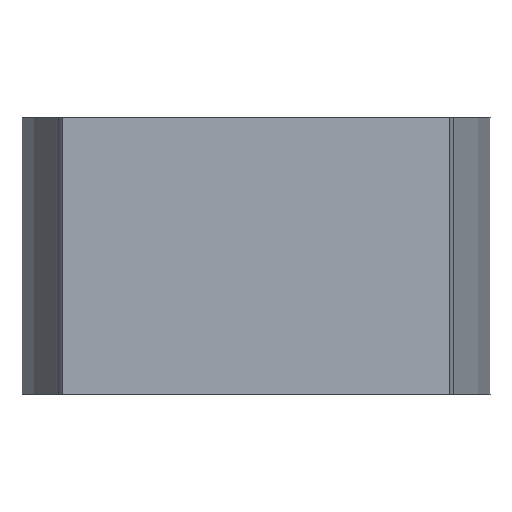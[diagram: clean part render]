
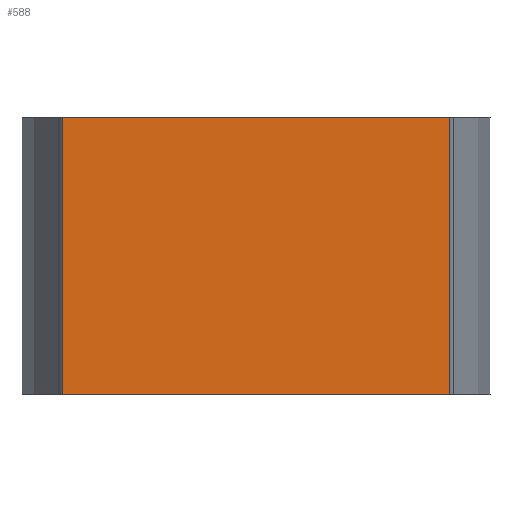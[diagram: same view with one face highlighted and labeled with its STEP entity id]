
A CAD part, left-side view. The second image highlights one B-rep face of the part: STEP entity #588.
In plain terms, the highlighted planar face has unit normal (-1, 0, 0).
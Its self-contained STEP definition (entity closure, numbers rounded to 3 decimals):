
#3 = EDGE_CURVE ( 'NONE', #645, #844, #643, .T. ) ;
#72 = PLANE ( 'NONE',  #510 ) ;
#106 = LINE ( 'NONE', #189, #567 ) ;
#189 = CARTESIAN_POINT ( 'NONE',  ( -6.75, -3., 4.3 ) ) ;
#233 = VERTEX_POINT ( 'NONE', #811 ) ;
#245 = ORIENTED_EDGE ( 'NONE', *, *, #3, .T. ) ;
#284 = EDGE_CURVE ( 'NONE', #916, #844, #106, .T. ) ;
#295 = DIRECTION ( 'NONE',  ( 1., 0., 0. ) ) ;
#301 = DIRECTION ( 'NONE',  ( 0., 0., -1. ) ) ;
#317 = ORIENTED_EDGE ( 'NONE', *, *, #360, .F. ) ;
#343 = VECTOR ( 'NONE', #547, 1000. ) ;
#350 = EDGE_LOOP ( 'NONE', ( #245, #377, #317, #611 ) ) ;
#360 = EDGE_CURVE ( 'NONE', #233, #916, #481, .T. ) ;
#377 = ORIENTED_EDGE ( 'NONE', *, *, #284, .F. ) ;
#383 = CARTESIAN_POINT ( 'NONE',  ( -6.75, 3., 4.3 ) ) ;
#433 = DIRECTION ( 'NONE',  ( 0., -1., 0. ) ) ;
#462 = CARTESIAN_POINT ( 'NONE',  ( -6.75, -3., 4.3 ) ) ;
#467 = CARTESIAN_POINT ( 'NONE',  ( -6.75, -3., 0. ) ) ;
#481 = LINE ( 'NONE', #757, #343 ) ;
#510 = AXIS2_PLACEMENT_3D ( 'NONE', #789, #295, #301 ) ;
#547 = DIRECTION ( 'NONE',  ( 0., -1., 0. ) ) ;
#567 = VECTOR ( 'NONE', #756, 1000. ) ;
#588 = ADVANCED_FACE ( 'NONE', ( #589 ), #72, .F. ) ;
#589 = FACE_OUTER_BOUND ( 'NONE', #350, .T. ) ;
#604 = EDGE_CURVE ( 'NONE', #233, #645, #724, .T. ) ;
#611 = ORIENTED_EDGE ( 'NONE', *, *, #604, .T. ) ;
#643 = LINE ( 'NONE', #771, #689 ) ;
#645 = VERTEX_POINT ( 'NONE', #866 ) ;
#689 = VECTOR ( 'NONE', #433, 1000. ) ;
#724 = LINE ( 'NONE', #383, #884 ) ;
#728 = DIRECTION ( 'NONE',  ( 0., 0., -1. ) ) ;
#756 = DIRECTION ( 'NONE',  ( 0., 0., -1. ) ) ;
#757 = CARTESIAN_POINT ( 'NONE',  ( -6.75, 3., 4.3 ) ) ;
#771 = CARTESIAN_POINT ( 'NONE',  ( -6.75, 3., 0. ) ) ;
#789 = CARTESIAN_POINT ( 'NONE',  ( -6.75, 3., 4.3 ) ) ;
#811 = CARTESIAN_POINT ( 'NONE',  ( -6.75, 3., 4.3 ) ) ;
#844 = VERTEX_POINT ( 'NONE', #467 ) ;
#866 = CARTESIAN_POINT ( 'NONE',  ( -6.75, 3., 0. ) ) ;
#884 = VECTOR ( 'NONE', #728, 1000. ) ;
#916 = VERTEX_POINT ( 'NONE', #462 ) ;
